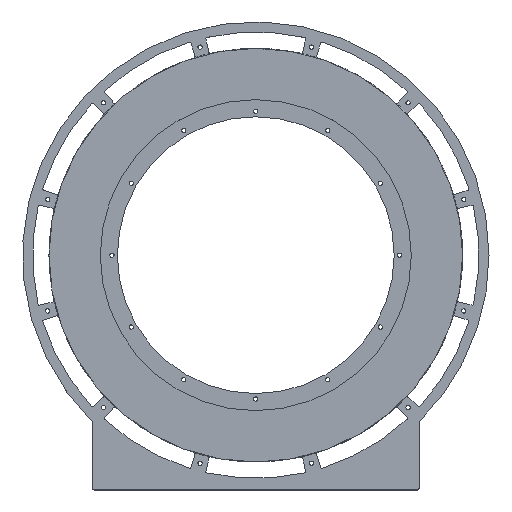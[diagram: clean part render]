
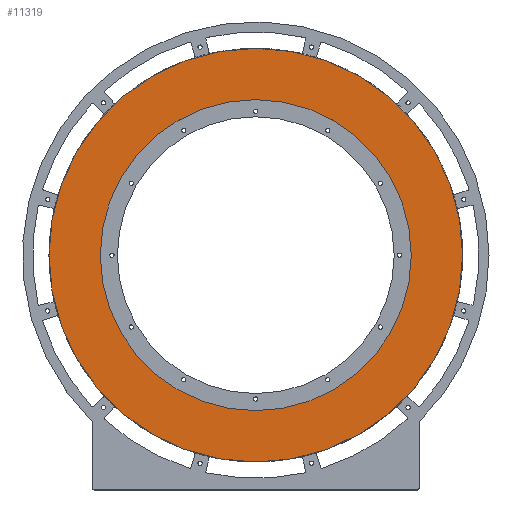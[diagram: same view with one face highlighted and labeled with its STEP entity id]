
A CAD part, top view. The second image highlights one B-rep face of the part: STEP entity #11319.
In plain terms, the highlighted planar face has unit normal (0, 0, 1).
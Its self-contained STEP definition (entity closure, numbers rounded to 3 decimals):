
#4688 = CYLINDRICAL_SURFACE('',#4689,266.);
#4689 = AXIS2_PLACEMENT_3D('',#4690,#4691,#4692);
#4690 = CARTESIAN_POINT('',(0.,0.,0.));
#4691 = DIRECTION('',(-0.,-0.,-1.));
#4692 = DIRECTION('',(1.,0.,0.));
#11125 = VERTEX_POINT('',#11126);
#11126 = CARTESIAN_POINT('',(266.,0.,14.));
#11147 = EDGE_CURVE('',#11125,#11125,#11148,.T.);
#11148 = SURFACE_CURVE('',#11149,(#11154,#11161),.PCURVE_S1.);
#11149 = CIRCLE('',#11150,266.);
#11150 = AXIS2_PLACEMENT_3D('',#11151,#11152,#11153);
#11151 = CARTESIAN_POINT('',(0.,0.,14.));
#11152 = DIRECTION('',(0.,0.,1.));
#11153 = DIRECTION('',(1.,0.,0.));
#11154 = PCURVE('',#4688,#11155);
#11155 = DEFINITIONAL_REPRESENTATION('',(#11156),#11160);
#11156 = LINE('',#11157,#11158);
#11157 = CARTESIAN_POINT('',(-0.,-14.));
#11158 = VECTOR('',#11159,1.);
#11159 = DIRECTION('',(-1.,0.));
#11160 = ( GEOMETRIC_REPRESENTATION_CONTEXT(2) 
PARAMETRIC_REPRESENTATION_CONTEXT() REPRESENTATION_CONTEXT('2D SPACE',''
  ) );
#11161 = PCURVE('',#11162,#11167);
#11162 = PLANE('',#11163);
#11163 = AXIS2_PLACEMENT_3D('',#11164,#11165,#11166);
#11164 = CARTESIAN_POINT('',(0.,0.,14.
    ));
#11165 = DIRECTION('',(0.,0.,1.));
#11166 = DIRECTION('',(1.,0.,0.));
#11167 = DEFINITIONAL_REPRESENTATION('',(#11168),#11172);
#11168 = CIRCLE('',#11169,266.);
#11169 = AXIS2_PLACEMENT_2D('',#11170,#11171);
#11170 = CARTESIAN_POINT('',(0.,0.));
#11171 = DIRECTION('',(1.,0.));
#11172 = ( GEOMETRIC_REPRESENTATION_CONTEXT(2) 
PARAMETRIC_REPRESENTATION_CONTEXT() REPRESENTATION_CONTEXT('2D SPACE',''
  ) );
#11223 = CYLINDRICAL_SURFACE('',#11224,200.);
#11224 = AXIS2_PLACEMENT_3D('',#11225,#11226,#11227);
#11225 = CARTESIAN_POINT('',(0.,0.,0.));
#11226 = DIRECTION('',(-0.,-0.,-1.));
#11227 = DIRECTION('',(1.,0.,0.));
#11319 = ADVANCED_FACE('',(#11320,#11323),#11162,.T.);
#11320 = FACE_BOUND('',#11321,.T.);
#11321 = EDGE_LOOP('',(#11322));
#11322 = ORIENTED_EDGE('',*,*,#11147,.T.);
#11323 = FACE_BOUND('',#11324,.T.);
#11324 = EDGE_LOOP('',(#11325));
#11325 = ORIENTED_EDGE('',*,*,#11326,.F.);
#11326 = EDGE_CURVE('',#11327,#11327,#11329,.T.);
#11327 = VERTEX_POINT('',#11328);
#11328 = CARTESIAN_POINT('',(200.,0.,14.));
#11329 = SURFACE_CURVE('',#11330,(#11335,#11342),.PCURVE_S1.);
#11330 = CIRCLE('',#11331,200.);
#11331 = AXIS2_PLACEMENT_3D('',#11332,#11333,#11334);
#11332 = CARTESIAN_POINT('',(0.,0.,14.));
#11333 = DIRECTION('',(0.,0.,1.));
#11334 = DIRECTION('',(1.,0.,0.));
#11335 = PCURVE('',#11162,#11336);
#11336 = DEFINITIONAL_REPRESENTATION('',(#11337),#11341);
#11337 = CIRCLE('',#11338,200.);
#11338 = AXIS2_PLACEMENT_2D('',#11339,#11340);
#11339 = CARTESIAN_POINT('',(0.,0.));
#11340 = DIRECTION('',(1.,0.));
#11341 = ( GEOMETRIC_REPRESENTATION_CONTEXT(2) 
PARAMETRIC_REPRESENTATION_CONTEXT() REPRESENTATION_CONTEXT('2D SPACE',''
  ) );
#11342 = PCURVE('',#11223,#11343);
#11343 = DEFINITIONAL_REPRESENTATION('',(#11344),#11348);
#11344 = LINE('',#11345,#11346);
#11345 = CARTESIAN_POINT('',(-0.,-14.));
#11346 = VECTOR('',#11347,1.);
#11347 = DIRECTION('',(-1.,0.));
#11348 = ( GEOMETRIC_REPRESENTATION_CONTEXT(2) 
PARAMETRIC_REPRESENTATION_CONTEXT() REPRESENTATION_CONTEXT('2D SPACE',''
  ) );
